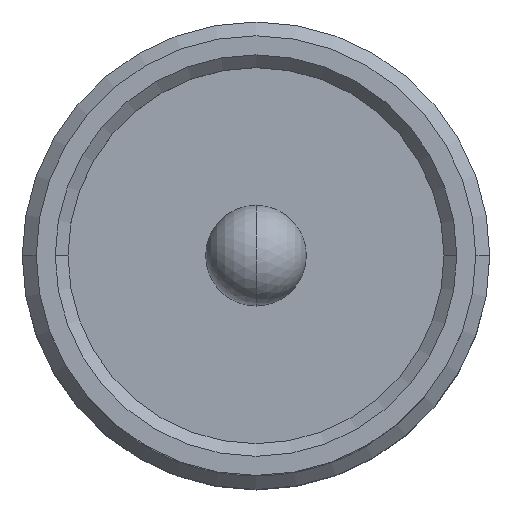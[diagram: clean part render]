
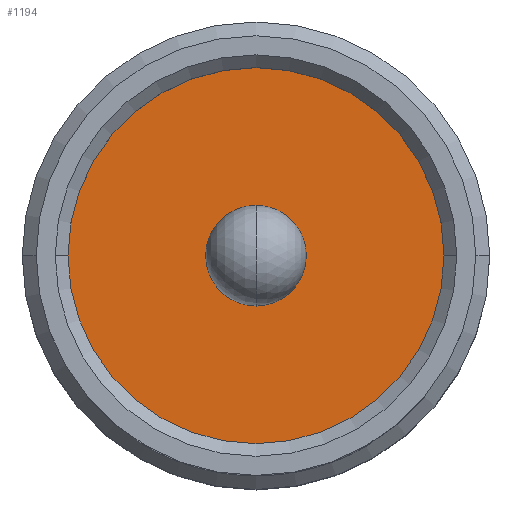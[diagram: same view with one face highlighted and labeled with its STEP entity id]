
A CAD part, top view. The second image highlights one B-rep face of the part: STEP entity #1194.
In plain terms, the highlighted planar face has unit normal (0, 0, 1).
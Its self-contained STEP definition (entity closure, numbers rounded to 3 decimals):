
#511 = ORIENTED_EDGE ( 'NONE', *, *, #2879, .F. ) ;
#579 = ORIENTED_EDGE ( 'NONE', *, *, #8153, .F. ) ;
#677 = DIRECTION ( 'NONE',  ( -1., 0., 0. ) ) ;
#1083 = PLANE ( 'NONE',  #6181 ) ;
#1170 = DIRECTION ( 'NONE',  ( 0., 0., 1. ) ) ;
#1194 = ADVANCED_FACE ( 'NONE', ( #2924, #9962 ), #1083, .F. ) ;
#1504 = AXIS2_PLACEMENT_3D ( 'NONE', #11638, #6133, #677 ) ;
#1557 = EDGE_CURVE ( 'NONE', #6327, #1576, #8680, .T. ) ;
#1576 = VERTEX_POINT ( 'NONE', #8219 ) ;
#1687 = VERTEX_POINT ( 'NONE', #11484 ) ;
#1964 = CIRCLE ( 'NONE', #1504, 7.4 ) ;
#2044 = DIRECTION ( 'NONE',  ( -1., 0., 0. ) ) ;
#2536 = AXIS2_PLACEMENT_3D ( 'NONE', #4378, #10803, #5297 ) ;
#2879 = EDGE_CURVE ( 'NONE', #5119, #1687, #4260, .T. ) ;
#2924 = FACE_BOUND ( 'NONE', #3387, .T. ) ;
#3387 = EDGE_LOOP ( 'NONE', ( #511, #579 ) ) ;
#3605 = CIRCLE ( 'NONE', #9175, 1.98 ) ;
#4074 = ORIENTED_EDGE ( 'NONE', *, *, #1557, .T. ) ;
#4260 = CIRCLE ( 'NONE', #2536, 1.98 ) ;
#4378 = CARTESIAN_POINT ( 'NONE',  ( 0., 0., 6.027 ) ) ;
#4872 = DIRECTION ( 'NONE',  ( 0., 0., -1. ) ) ;
#5119 = VERTEX_POINT ( 'NONE', #11423 ) ;
#5297 = DIRECTION ( 'NONE',  ( -1., 0., 0. ) ) ;
#6133 = DIRECTION ( 'NONE',  ( 0., 0., 1. ) ) ;
#6181 = AXIS2_PLACEMENT_3D ( 'NONE', #9303, #4872, #2044 ) ;
#6327 = VERTEX_POINT ( 'NONE', #11700 ) ;
#6654 = CARTESIAN_POINT ( 'NONE',  ( 0., 0., 6.027 ) ) ;
#7578 = DIRECTION ( 'NONE',  ( -1., 0., 0. ) ) ;
#7923 = AXIS2_PLACEMENT_3D ( 'NONE', #9496, #11327, #8637 ) ;
#8023 = EDGE_LOOP ( 'NONE', ( #4074, #11120 ) ) ;
#8153 = EDGE_CURVE ( 'NONE', #1687, #5119, #3605, .T. ) ;
#8219 = CARTESIAN_POINT ( 'NONE',  ( -7.4, 0., 6.027 ) ) ;
#8637 = DIRECTION ( 'NONE',  ( -1., 0., 0. ) ) ;
#8680 = CIRCLE ( 'NONE', #7923, 7.4 ) ;
#9175 = AXIS2_PLACEMENT_3D ( 'NONE', #6654, #1170, #7578 ) ;
#9303 = CARTESIAN_POINT ( 'NONE',  ( 0., 0., 6.027 ) ) ;
#9415 = EDGE_CURVE ( 'NONE', #1576, #6327, #1964, .T. ) ;
#9496 = CARTESIAN_POINT ( 'NONE',  ( 0., 0., 6.027 ) ) ;
#9962 = FACE_OUTER_BOUND ( 'NONE', #8023, .T. ) ;
#10803 = DIRECTION ( 'NONE',  ( 0., 0., 1. ) ) ;
#11120 = ORIENTED_EDGE ( 'NONE', *, *, #9415, .T. ) ;
#11327 = DIRECTION ( 'NONE',  ( 0., 0., 1. ) ) ;
#11423 = CARTESIAN_POINT ( 'NONE',  ( 1.98, 0., 6.027 ) ) ;
#11484 = CARTESIAN_POINT ( 'NONE',  ( -1.98, 0., 6.027 ) ) ;
#11638 = CARTESIAN_POINT ( 'NONE',  ( 0., 0., 6.027 ) ) ;
#11700 = CARTESIAN_POINT ( 'NONE',  ( 7.4, 0., 6.027 ) ) ;
